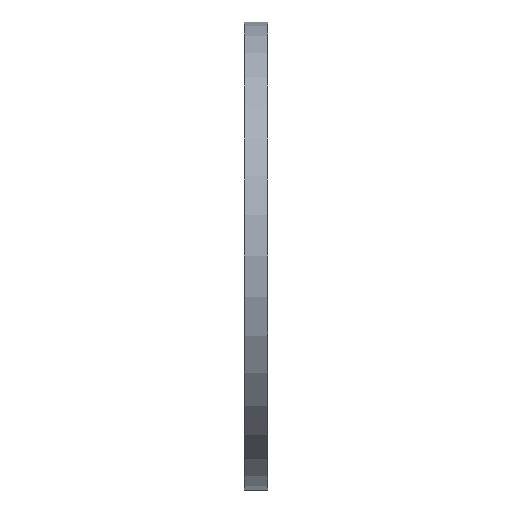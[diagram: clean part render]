
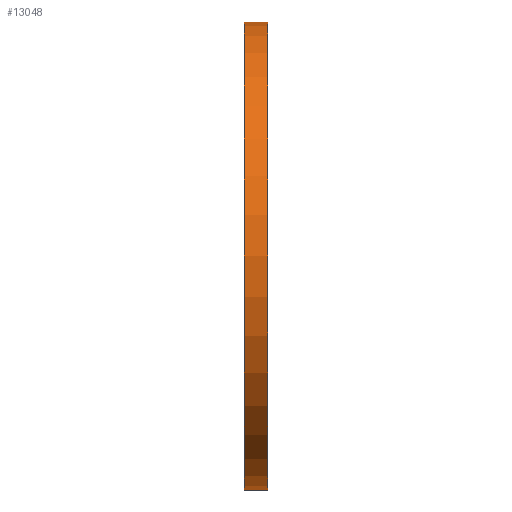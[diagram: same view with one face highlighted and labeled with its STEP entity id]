
A CAD part, left-side view. The second image highlights one B-rep face of the part: STEP entity #13048.
In plain terms, the highlighted cylindrical face has radius 60 mm (diameter 120 mm), a partial arc.
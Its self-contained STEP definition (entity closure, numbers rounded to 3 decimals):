
#81 = AXIS2_PLACEMENT_3D ( 'NONE', #10994, #9817, #3598 ) ;
#185 = CARTESIAN_POINT ( 'NONE',  ( 0., 3., 60. ) ) ;
#273 = CARTESIAN_POINT ( 'NONE',  ( 0., 3., 60. ) ) ;
#543 = CARTESIAN_POINT ( 'NONE',  ( 0., -3., 60. ) ) ;
#812 = LINE ( 'NONE', #8753, #1456 ) ;
#993 = VERTEX_POINT ( 'NONE', #6756 ) ;
#1042 = DIRECTION ( 'NONE',  ( 0., 0., -1. ) ) ;
#1456 = VECTOR ( 'NONE', #4501, 1000. ) ;
#1736 = VERTEX_POINT ( 'NONE', #185 ) ;
#2084 = ORIENTED_EDGE ( 'NONE', *, *, #8880, .F. ) ;
#2959 = EDGE_CURVE ( 'NONE', #993, #7017, #4433, .T. ) ;
#3006 = CARTESIAN_POINT ( 'NONE',  ( 0., 3., 0. ) ) ;
#3345 = VERTEX_POINT ( 'NONE', #3483 ) ;
#3483 = CARTESIAN_POINT ( 'NONE',  ( 0., 3., -60. ) ) ;
#3598 = DIRECTION ( 'NONE',  ( 0., 0., 1. ) ) ;
#3992 = LINE ( 'NONE', #273, #5144 ) ;
#4064 = DIRECTION ( 'NONE',  ( 0., 1., 0. ) ) ;
#4433 = CIRCLE ( 'NONE', #81, 60. ) ;
#4501 = DIRECTION ( 'NONE',  ( 0., -1., 0. ) ) ;
#4736 = CYLINDRICAL_SURFACE ( 'NONE', #12612, 60. ) ;
#5144 = VECTOR ( 'NONE', #10789, 1000. ) ;
#5840 = ORIENTED_EDGE ( 'NONE', *, *, #13533, .T. ) ;
#6324 = CARTESIAN_POINT ( 'NONE',  ( 0., 3., 0. ) ) ;
#6756 = CARTESIAN_POINT ( 'NONE',  ( 0., -3., -60. ) ) ;
#7017 = VERTEX_POINT ( 'NONE', #543 ) ;
#8551 = CIRCLE ( 'NONE', #12354, 60. ) ;
#8753 = CARTESIAN_POINT ( 'NONE',  ( 0., 3., -60. ) ) ;
#8880 = EDGE_CURVE ( 'NONE', #1736, #7017, #3992, .T. ) ;
#9039 = EDGE_LOOP ( 'NONE', ( #2084, #11318, #5840, #12727 ) ) ;
#9817 = DIRECTION ( 'NONE',  ( 0., 1., 0. ) ) ;
#10192 = FACE_OUTER_BOUND ( 'NONE', #9039, .T. ) ;
#10450 = DIRECTION ( 'NONE',  ( 0., -1., 0. ) ) ;
#10789 = DIRECTION ( 'NONE',  ( 0., -1., 0. ) ) ;
#10994 = CARTESIAN_POINT ( 'NONE',  ( 0., -3., 0. ) ) ;
#11318 = ORIENTED_EDGE ( 'NONE', *, *, #12989, .F. ) ;
#12354 = AXIS2_PLACEMENT_3D ( 'NONE', #3006, #4064, #12465 ) ;
#12465 = DIRECTION ( 'NONE',  ( 0., 0., 1. ) ) ;
#12612 = AXIS2_PLACEMENT_3D ( 'NONE', #6324, #10450, #1042 ) ;
#12727 = ORIENTED_EDGE ( 'NONE', *, *, #2959, .T. ) ;
#12989 = EDGE_CURVE ( 'NONE', #3345, #1736, #8551, .T. ) ;
#13048 = ADVANCED_FACE ( 'NONE', ( #10192 ), #4736, .T. ) ;
#13533 = EDGE_CURVE ( 'NONE', #3345, #993, #812, .T. ) ;
